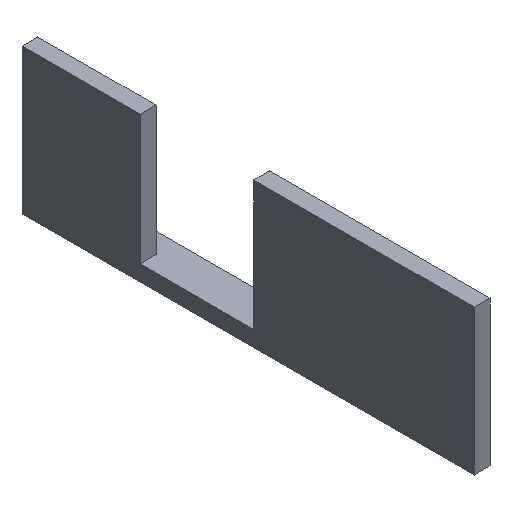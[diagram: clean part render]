
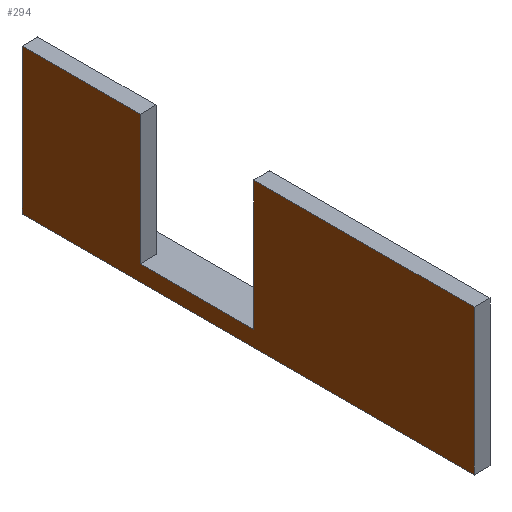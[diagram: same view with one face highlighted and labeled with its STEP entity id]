
A CAD part, isometric view. The second image highlights one B-rep face of the part: STEP entity #294.
In plain terms, the highlighted planar face has unit normal (-1, 0, 0).
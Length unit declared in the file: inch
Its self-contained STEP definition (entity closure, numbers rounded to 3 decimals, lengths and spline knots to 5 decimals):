
#28=FACE_OUTER_BOUND('',#43,.T.);
#43=EDGE_LOOP('',(#254,#255,#256,#257,#258,#259,#260,#261));
#56=LINE('',#422,#95);
#63=LINE('',#436,#102);
#69=LINE('',#448,#108);
#72=LINE('',#453,#111);
#77=LINE('',#464,#116);
#80=LINE('',#470,#119);
#82=LINE('',#473,#121);
#83=LINE('',#475,#122);
#95=VECTOR('',#344,0.3937);
#102=VECTOR('',#355,0.3937);
#108=VECTOR('',#365,0.3937);
#111=VECTOR('',#370,0.3937);
#116=VECTOR('',#379,0.3937);
#119=VECTOR('',#386,0.3937);
#121=VECTOR('',#390,0.3937);
#122=VECTOR('',#393,0.3937);
#132=VERTEX_POINT('',#419);
#133=VERTEX_POINT('',#421);
#137=VERTEX_POINT('',#433);
#138=VERTEX_POINT('',#435);
#142=VERTEX_POINT('',#447);
#143=VERTEX_POINT('',#451);
#147=VERTEX_POINT('',#463);
#148=VERTEX_POINT('',#469);
#160=EDGE_CURVE('',#133,#132,#56,.T.);
#167=EDGE_CURVE('',#138,#137,#63,.T.);
#173=EDGE_CURVE('',#142,#133,#69,.T.);
#176=EDGE_CURVE('',#132,#143,#72,.T.);
#181=EDGE_CURVE('',#147,#142,#77,.T.);
#184=EDGE_CURVE('',#147,#148,#80,.F.);
#186=EDGE_CURVE('',#148,#137,#82,.T.);
#187=EDGE_CURVE('',#143,#138,#83,.T.);
#254=ORIENTED_EDGE('',*,*,#167,.T.);
#255=ORIENTED_EDGE('',*,*,#186,.F.);
#256=ORIENTED_EDGE('',*,*,#184,.F.);
#257=ORIENTED_EDGE('',*,*,#181,.T.);
#258=ORIENTED_EDGE('',*,*,#173,.T.);
#259=ORIENTED_EDGE('',*,*,#160,.T.);
#260=ORIENTED_EDGE('',*,*,#176,.T.);
#261=ORIENTED_EDGE('',*,*,#187,.T.);
#279=PLANE('',#323);
#294=ADVANCED_FACE('',(#28),#279,.T.);
#323=AXIS2_PLACEMENT_3D('',#474,#391,#392);
#344=DIRECTION('',(0.,1.,0.));
#355=DIRECTION('',(0.,0.,-1.));
#365=DIRECTION('',(0.,0.,-1.));
#370=DIRECTION('',(0.,0.,1.));
#379=DIRECTION('',(0.,1.,0.));
#386=DIRECTION('',(0.,0.,1.));
#390=DIRECTION('',(0.,1.,0.));
#391=DIRECTION('center_axis',(-1.,0.,0.));
#392=DIRECTION('ref_axis',(0.,0.,-1.));
#393=DIRECTION('',(0.,1.,0.));
#419=CARTESIAN_POINT('',(43.,17.25,97.0625));
#421=CARTESIAN_POINT('',(43.,4.75,97.0625));
#422=CARTESIAN_POINT('',(43.,11.875,97.0625));
#433=CARTESIAN_POINT('',(43.,30.25,95.3125));
#435=CARTESIAN_POINT('',(43.,30.25,111.3125));
#436=CARTESIAN_POINT('',(43.,30.25,111.3125));
#447=CARTESIAN_POINT('',(43.,4.75,111.3125));
#448=CARTESIAN_POINT('',(43.,4.75,111.3125));
#451=CARTESIAN_POINT('',(43.,17.25,111.3125));
#453=CARTESIAN_POINT('',(43.,17.25,104.1875));
#463=CARTESIAN_POINT('',(43.,-19.5,111.3125));
#464=CARTESIAN_POINT('',(43.,19.,111.3125));
#469=CARTESIAN_POINT('',(43.,-19.5,95.3125));
#470=CARTESIAN_POINT('',(43.,-19.5,107.3125));
#473=CARTESIAN_POINT('',(43.,19.,95.3125));
#474=CARTESIAN_POINT('Origin',(43.,19.,111.3125));
#475=CARTESIAN_POINT('',(43.,19.,111.3125));
